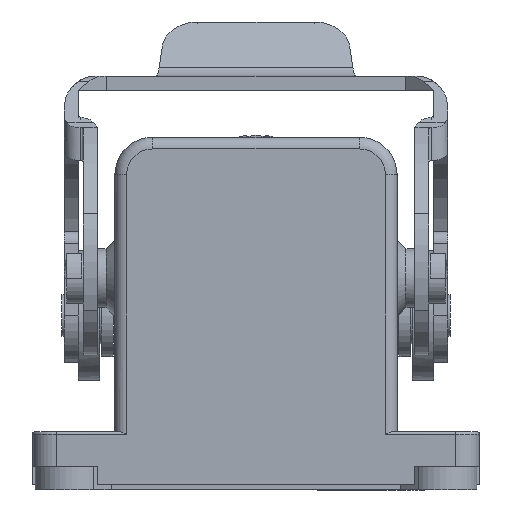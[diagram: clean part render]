
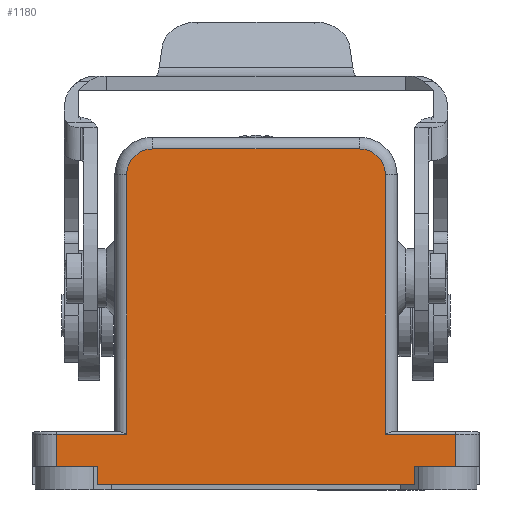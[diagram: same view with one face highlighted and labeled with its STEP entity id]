
A CAD part, left-side view. The second image highlights one B-rep face of the part: STEP entity #1180.
In plain terms, the highlighted face is planar.
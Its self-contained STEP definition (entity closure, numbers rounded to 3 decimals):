
#10=CARTESIAN_POINT('',(0.,0.,-1.));
#20=DIRECTION('',(0.,0.,1.));
#30=DIRECTION('',(1.,0.,0.));
#40=AXIS2_PLACEMENT_3D('',#10,#20,#30);
#50=PLANE('',#40);
#60=CARTESIAN_POINT('',(15.9,40.28,-1.));
#70=DIRECTION('',(0.,1.,0.));
#80=VECTOR('',#70,1.);
#90=LINE('',#60,#80);
#100=CARTESIAN_POINT('',(15.9,39.28,-1.));
#110=VERTEX_POINT('',#100);
#120=CARTESIAN_POINT('',(15.9,42.03,-1.));
#130=VERTEX_POINT('',#120);
#140=EDGE_CURVE('',#110,#130,#90,.T.);
#150=ORIENTED_EDGE('',*,*,#140,.T.);
#160=CARTESIAN_POINT('',(65.8,39.28,-1.));
#170=DIRECTION('',(-1.,0.,0.));
#180=VECTOR('',#170,1.);
#190=LINE('',#160,#180);
#200=CARTESIAN_POINT('',(19.4,39.28,-1.));
#210=VERTEX_POINT('',#200);
#220=EDGE_CURVE('',#210,#110,#190,.T.);
#230=ORIENTED_EDGE('',*,*,#220,.T.);
#240=CARTESIAN_POINT('',(19.4,37.73,-1.));
#250=DIRECTION('',(0.,1.,0.));
#260=VECTOR('',#250,1.);
#270=LINE('',#240,#260);
#280=CARTESIAN_POINT('',(19.4,37.73,-1.));
#290=VERTEX_POINT('',#280);
#300=EDGE_CURVE('',#290,#210,#270,.T.);
#310=ORIENTED_EDGE('',*,*,#300,.T.);
#320=CARTESIAN_POINT('',(46.405,37.73,-1.));
#330=DIRECTION('',(-1.,0.,0.));
#340=VECTOR('',#330,1.);
#350=LINE('',#320,#340);
#360=CARTESIAN_POINT('',(46.4,37.73,-1.));
#370=VERTEX_POINT('',#360);
#380=EDGE_CURVE('',#370,#290,#350,.T.);
#390=ORIENTED_EDGE('',*,*,#380,.T.);
#400=CARTESIAN_POINT('',(46.4,37.73,-1.));
#410=DIRECTION('',(0.,1.,0.));
#420=VECTOR('',#410,1.);
#430=LINE('',#400,#420);
#440=CARTESIAN_POINT('',(46.4,39.28,-1.));
#450=VERTEX_POINT('',#440);
#460=EDGE_CURVE('',#370,#450,#430,.T.);
#470=ORIENTED_EDGE('',*,*,#460,.F.);
#480=CARTESIAN_POINT('',(49.9,39.28,-1.));
#490=VERTEX_POINT('',#480);
#500=EDGE_CURVE('',#490,#450,#190,.T.);
#510=ORIENTED_EDGE('',*,*,#500,.T.);
#520=CARTESIAN_POINT('',(49.9,40.28,-1.));
#530=DIRECTION('',(0.,1.,0.));
#540=VECTOR('',#530,1.);
#550=LINE('',#520,#540);
#560=CARTESIAN_POINT('',(49.9,42.03,-1.));
#570=VERTEX_POINT('',#560);
#580=EDGE_CURVE('',#490,#570,#550,.T.);
#590=ORIENTED_EDGE('',*,*,#580,.F.);
#600=CARTESIAN_POINT('',(0.,42.03,-1.));
#610=DIRECTION('',(-1.,0.,0.));
#620=VECTOR('',#610,1.);
#630=LINE('',#600,#620);
#640=CARTESIAN_POINT('',(43.9,42.03,-1.));
#650=VERTEX_POINT('',#640);
#660=EDGE_CURVE('',#570,#650,#630,.T.);
#670=ORIENTED_EDGE('',*,*,#660,.F.);
#680=CARTESIAN_POINT('',(43.9,0.,-1.));
#690=DIRECTION('',(0.,-1.,0.));
#700=VECTOR('',#690,1.);
#710=LINE('',#680,#700);
#720=CARTESIAN_POINT('',(43.9,64.08,-1.));
#730=VERTEX_POINT('',#720);
#740=EDGE_CURVE('',#730,#650,#710,.T.);
#750=ORIENTED_EDGE('',*,*,#740,.T.);
#760=CARTESIAN_POINT('',(41.7,64.08,-1.));
#770=DIRECTION('',(0.,0.,1.));
#780=DIRECTION('',(1.,0.,0.));
#790=AXIS2_PLACEMENT_3D('',#760,#770,#780);
#800=CIRCLE('',#790,2.2);
#810=CARTESIAN_POINT('',(41.7,66.28,-1.));
#820=VERTEX_POINT('',#810);
#830=EDGE_CURVE('',#730,#820,#800,.T.);
#840=ORIENTED_EDGE('',*,*,#830,.F.);
#850=CARTESIAN_POINT('',(0.,66.28,-1.));
#860=DIRECTION('',(-1.,0.,0.));
#870=VECTOR('',#860,1.);
#880=LINE('',#850,#870);
#890=CARTESIAN_POINT('',(24.1,66.28,-1.));
#900=VERTEX_POINT('',#890);
#910=EDGE_CURVE('',#820,#900,#880,.T.);
#920=ORIENTED_EDGE('',*,*,#910,.F.);
#930=CARTESIAN_POINT('',(24.1,64.08,-1.));
#940=DIRECTION('',(0.,0.,1.));
#950=DIRECTION('',(1.,0.,0.));
#960=AXIS2_PLACEMENT_3D('',#930,#940,#950);
#970=CIRCLE('',#960,2.2);
#980=CARTESIAN_POINT('',(21.9,64.08,-1.));
#990=VERTEX_POINT('',#980);
#1000=EDGE_CURVE('',#900,#990,#970,.T.);
#1010=ORIENTED_EDGE('',*,*,#1000,.F.);
#1020=CARTESIAN_POINT('',(21.9,0.,-1.));
#1030=DIRECTION('',(0.,-1.,0.));
#1040=VECTOR('',#1030,1.);
#1050=LINE('',#1020,#1040);
#1060=CARTESIAN_POINT('',(21.9,42.03,-1.));
#1070=VERTEX_POINT('',#1060);
#1080=EDGE_CURVE('',#990,#1070,#1050,.T.);
#1090=ORIENTED_EDGE('',*,*,#1080,.F.);
#1100=CARTESIAN_POINT('',(0.,42.03,-1.));
#1110=DIRECTION('',(1.,0.,0.));
#1120=VECTOR('',#1110,1.);
#1130=LINE('',#1100,#1120);
#1140=EDGE_CURVE('',#130,#1070,#1130,.T.);
#1150=ORIENTED_EDGE('',*,*,#1140,.T.);
#1160=EDGE_LOOP('',(#1150,#1090,#1010,#920,#840,#750,#670,#590,#510,#470
,#390,#310,#230,#150));
#1170=FACE_OUTER_BOUND('',#1160,.T.);
#1180=ADVANCED_FACE('',(#1170),#50,.F.);
